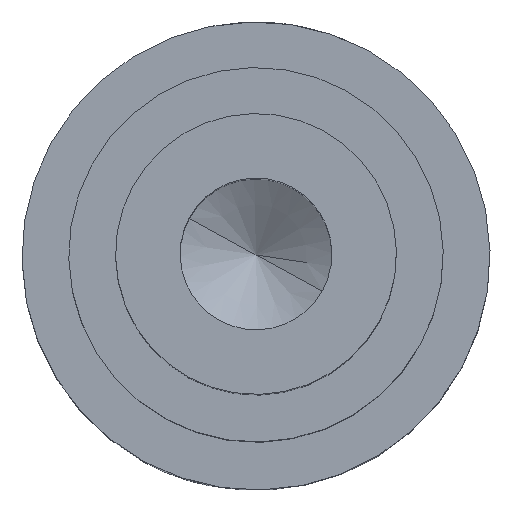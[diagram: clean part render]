
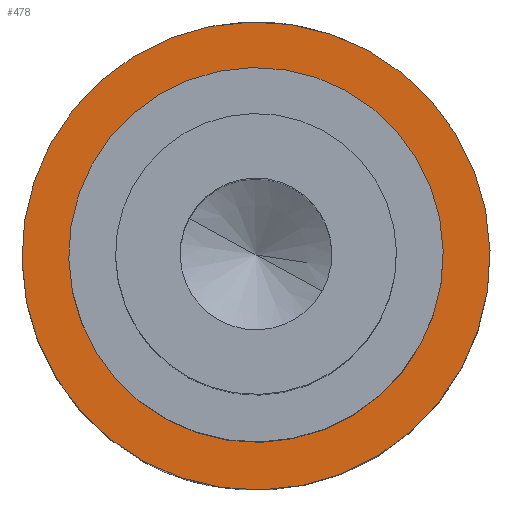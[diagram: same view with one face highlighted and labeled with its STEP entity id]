
A CAD part, top view. The second image highlights one B-rep face of the part: STEP entity #478.
In plain terms, the highlighted planar face has unit normal (0, 0, 1).
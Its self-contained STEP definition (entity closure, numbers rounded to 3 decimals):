
#409=CARTESIAN_POINT('Vertex',(2.397,4.388,0.)) ;
#412=CARTESIAN_POINT('Axis2P3D Location',(0.,0.,0.)) ;
#416=CARTESIAN_POINT('Vertex',(-2.397,-4.388,0.)) ;
#435=CARTESIAN_POINT('Axis2P3D Location',(0.,0.,0.)) ;
#451=CARTESIAN_POINT('Axis2P3D Location',(0.,3.,0.)) ;
#460=CARTESIAN_POINT('Axis2P3D Location',(0.,0.,0.)) ;
#464=CARTESIAN_POINT('Vertex',(-1.438,-2.633,0.)) ;
#466=CARTESIAN_POINT('Vertex',(1.438,2.633,0.)) ;
#469=CARTESIAN_POINT('Axis2P3D Location',(0.,0.,0.)) ;
#413=DIRECTION('Axis2P3D Direction',(0.,0.,-1.)) ;
#436=DIRECTION('Axis2P3D Direction',(0.,0.,-1.)) ;
#452=DIRECTION('Axis2P3D Direction',(0.,0.,-1.)) ;
#453=DIRECTION('Axis2P3D XDirection',(1.,0.,0.)) ;
#461=DIRECTION('Axis2P3D Direction',(0.,0.,-1.)) ;
#470=DIRECTION('Axis2P3D Direction',(0.,0.,-1.)) ;
#414=AXIS2_PLACEMENT_3D('Circle Axis2P3D',#412,#413,$) ;
#437=AXIS2_PLACEMENT_3D('Circle Axis2P3D',#435,#436,$) ;
#454=AXIS2_PLACEMENT_3D('Plane Axis2P3D',#451,#452,#453) ;
#462=AXIS2_PLACEMENT_3D('Circle Axis2P3D',#460,#461,$) ;
#471=AXIS2_PLACEMENT_3D('Circle Axis2P3D',#469,#470,$) ;
#457=ORIENTED_EDGE('',*,*,#418,.F.) ;
#458=ORIENTED_EDGE('',*,*,#439,.F.) ;
#475=ORIENTED_EDGE('',*,*,#468,.T.) ;
#476=ORIENTED_EDGE('',*,*,#473,.T.) ;
#477=FACE_BOUND('',#474,.T.) ;
#478=ADVANCED_FACE('Corps principal',(#459,#477),#455,.F.) ;
#415=CIRCLE('generated circle',#414,5.) ;
#438=CIRCLE('generated circle',#437,5.) ;
#463=CIRCLE('generated circle',#462,3.) ;
#472=CIRCLE('generated circle',#471,3.) ;
#418=EDGE_CURVE('',#410,#417,#415,.T.) ;
#439=EDGE_CURVE('',#417,#410,#438,.T.) ;
#468=EDGE_CURVE('',#465,#467,#463,.T.) ;
#473=EDGE_CURVE('',#467,#465,#472,.T.) ;
#456=EDGE_LOOP('',(#457,#458)) ;
#474=EDGE_LOOP('',(#475,#476)) ;
#459=FACE_OUTER_BOUND('',#456,.T.) ;
#455=PLANE('',#454) ;
#410=VERTEX_POINT('',#409) ;
#417=VERTEX_POINT('',#416) ;
#465=VERTEX_POINT('',#464) ;
#467=VERTEX_POINT('',#466) ;
